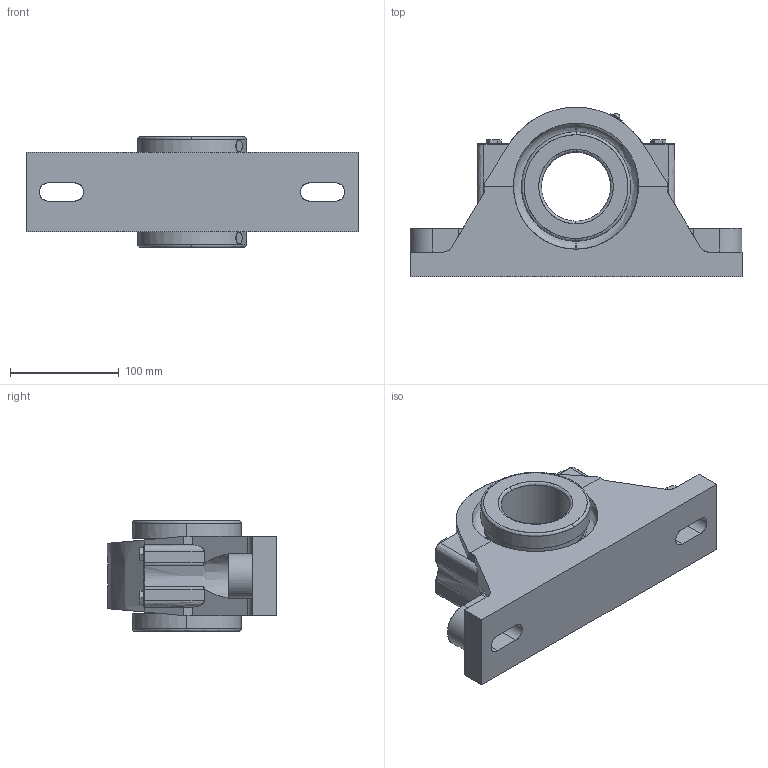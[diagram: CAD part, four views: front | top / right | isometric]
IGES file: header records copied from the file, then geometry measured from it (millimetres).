
Start section: SolidWorks IGES file using analytic representation for surfaces
Global section: file name: DRDEFAU0403146124903.igs; native system: SolidWorks 2013; preprocessor: SolidWorks 2013; author: partstream; date: 130403.140615; units: millimetre
Bounding box: 304.8 x 155.45 x 101.6 mm (x, y, z)
Surface area: 178083.9 mm2 (no closed solid volume)
Topology: 0 solids, 0 shells, 183 faces, 2672 edges, 2672 vertices
Faces by surface type: bspline 126, revolution 57
